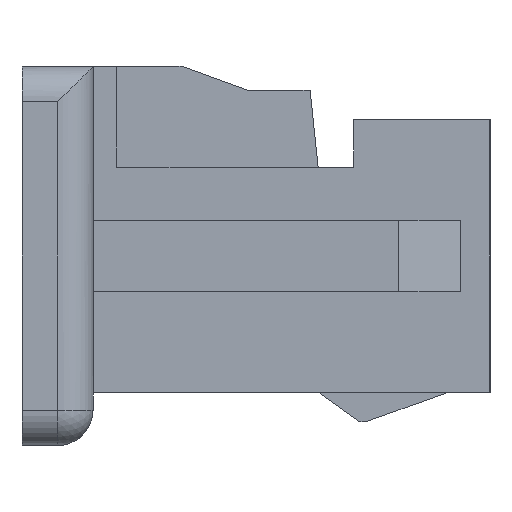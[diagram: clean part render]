
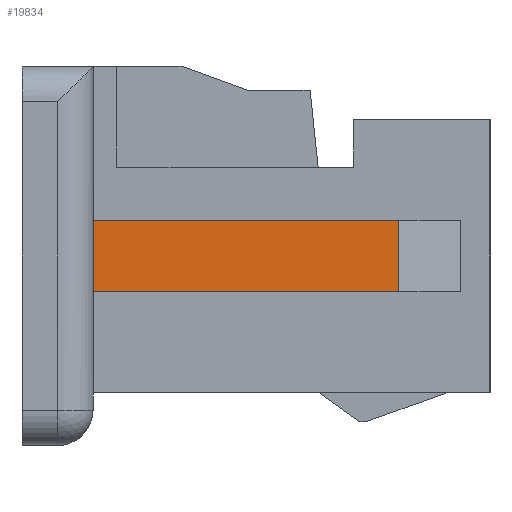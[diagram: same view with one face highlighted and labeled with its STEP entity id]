
A CAD part, left-side view. The second image highlights one B-rep face of the part: STEP entity #19834.
In plain terms, the highlighted planar face has unit normal (-1, 0, 0).
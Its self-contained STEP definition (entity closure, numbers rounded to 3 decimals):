
#15891 = PLANE('',#15892);
#15892 = AXIS2_PLACEMENT_3D('',#15893,#15894,#15895);
#15893 = CARTESIAN_POINT('',(8.35,1.375,-1.6));
#15894 = DIRECTION('',(0.,-1.,0.));
#15895 = DIRECTION('',(1.,0.,0.));
#17654 = VERTEX_POINT('',#17655);
#17655 = CARTESIAN_POINT('',(-8.65,1.375,0.3));
#17669 = PLANE('',#17670);
#17670 = AXIS2_PLACEMENT_3D('',#17671,#17672,#17673);
#17671 = CARTESIAN_POINT('',(0.,0.,0.3));
#17672 = DIRECTION('',(0.,0.,1.));
#17673 = DIRECTION('',(1.,0.,0.));
#17681 = EDGE_CURVE('',#17682,#17654,#17684,.T.);
#17682 = VERTEX_POINT('',#17683);
#17683 = CARTESIAN_POINT('',(-8.65,1.375,-0.3));
#17684 = SURFACE_CURVE('',#17685,(#17689,#17696),.PCURVE_S1.);
#17685 = LINE('',#17686,#17687);
#17686 = CARTESIAN_POINT('',(-8.65,1.375,-0.3));
#17687 = VECTOR('',#17688,1.);
#17688 = DIRECTION('',(0.,0.,1.));
#17689 = PCURVE('',#15891,#17690);
#17690 = DEFINITIONAL_REPRESENTATION('',(#17691),#17695);
#17691 = LINE('',#17692,#17693);
#17692 = CARTESIAN_POINT('',(-17.,1.3));
#17693 = VECTOR('',#17694,1.);
#17694 = DIRECTION('',(0.,1.));
#17695 = ( GEOMETRIC_REPRESENTATION_CONTEXT(2) 
PARAMETRIC_REPRESENTATION_CONTEXT() REPRESENTATION_CONTEXT('2D SPACE',''
  ) );
#17696 = PCURVE('',#17697,#17702);
#17697 = PLANE('',#17698);
#17698 = AXIS2_PLACEMENT_3D('',#17699,#17700,#17701);
#17699 = CARTESIAN_POINT('',(-8.65,1.375,-0.3));
#17700 = DIRECTION('',(-1.,0.,0.));
#17701 = DIRECTION('',(0.,-1.,0.));
#17702 = DEFINITIONAL_REPRESENTATION('',(#17703),#17707);
#17703 = LINE('',#17704,#17705);
#17704 = CARTESIAN_POINT('',(0.,0.));
#17705 = VECTOR('',#17706,1.);
#17706 = DIRECTION('',(0.,1.));
#17707 = ( GEOMETRIC_REPRESENTATION_CONTEXT(2) 
PARAMETRIC_REPRESENTATION_CONTEXT() REPRESENTATION_CONTEXT('2D SPACE',''
  ) );
#17725 = PLANE('',#17726);
#17726 = AXIS2_PLACEMENT_3D('',#17727,#17728,#17729);
#17727 = CARTESIAN_POINT('',(0.,0.,-0.3));
#17728 = DIRECTION('',(0.,0.,1.));
#17729 = DIRECTION('',(1.,0.,0.));
#18276 = PLANE('',#18277);
#18277 = AXIS2_PLACEMENT_3D('',#18278,#18279,#18280);
#18278 = CARTESIAN_POINT('',(-8.65,-1.205,-0.3));
#18279 = DIRECTION('',(-0.866,-0.5,0.));
#18280 = DIRECTION('',(0.5,-0.866,0.));
#19617 = VERTEX_POINT('',#19618);
#19618 = CARTESIAN_POINT('',(-8.65,-1.205,0.3));
#19639 = EDGE_CURVE('',#17654,#19617,#19640,.T.);
#19640 = SURFACE_CURVE('',#19641,(#19645,#19652),.PCURVE_S1.);
#19641 = LINE('',#19642,#19643);
#19642 = CARTESIAN_POINT('',(-8.65,1.375,0.3));
#19643 = VECTOR('',#19644,1.);
#19644 = DIRECTION('',(0.,-1.,0.));
#19645 = PCURVE('',#17669,#19646);
#19646 = DEFINITIONAL_REPRESENTATION('',(#19647),#19651);
#19647 = LINE('',#19648,#19649);
#19648 = CARTESIAN_POINT('',(-8.65,1.375));
#19649 = VECTOR('',#19650,1.);
#19650 = DIRECTION('',(0.,-1.));
#19651 = ( GEOMETRIC_REPRESENTATION_CONTEXT(2) 
PARAMETRIC_REPRESENTATION_CONTEXT() REPRESENTATION_CONTEXT('2D SPACE',''
  ) );
#19652 = PCURVE('',#17697,#19653);
#19653 = DEFINITIONAL_REPRESENTATION('',(#19654),#19658);
#19654 = LINE('',#19655,#19656);
#19655 = CARTESIAN_POINT('',(0.,0.6));
#19656 = VECTOR('',#19657,1.);
#19657 = DIRECTION('',(1.,0.));
#19658 = ( GEOMETRIC_REPRESENTATION_CONTEXT(2) 
PARAMETRIC_REPRESENTATION_CONTEXT() REPRESENTATION_CONTEXT('2D SPACE',''
  ) );
#19715 = VERTEX_POINT('',#19716);
#19716 = CARTESIAN_POINT('',(-8.65,-1.205,-0.3));
#19737 = EDGE_CURVE('',#19715,#19617,#19738,.T.);
#19738 = SURFACE_CURVE('',#19739,(#19743,#19750),.PCURVE_S1.);
#19739 = LINE('',#19740,#19741);
#19740 = CARTESIAN_POINT('',(-8.65,-1.205,-0.3));
#19741 = VECTOR('',#19742,1.);
#19742 = DIRECTION('',(0.,0.,1.));
#19743 = PCURVE('',#18276,#19744);
#19744 = DEFINITIONAL_REPRESENTATION('',(#19745),#19749);
#19745 = LINE('',#19746,#19747);
#19746 = CARTESIAN_POINT('',(0.,0.));
#19747 = VECTOR('',#19748,1.);
#19748 = DIRECTION('',(0.,1.));
#19749 = ( GEOMETRIC_REPRESENTATION_CONTEXT(2) 
PARAMETRIC_REPRESENTATION_CONTEXT() REPRESENTATION_CONTEXT('2D SPACE',''
  ) );
#19750 = PCURVE('',#17697,#19751);
#19751 = DEFINITIONAL_REPRESENTATION('',(#19752),#19756);
#19752 = LINE('',#19753,#19754);
#19753 = CARTESIAN_POINT('',(2.58,0.));
#19754 = VECTOR('',#19755,1.);
#19755 = DIRECTION('',(0.,1.));
#19756 = ( GEOMETRIC_REPRESENTATION_CONTEXT(2) 
PARAMETRIC_REPRESENTATION_CONTEXT() REPRESENTATION_CONTEXT('2D SPACE',''
  ) );
#19764 = EDGE_CURVE('',#17682,#19715,#19765,.T.);
#19765 = SURFACE_CURVE('',#19766,(#19770,#19777),.PCURVE_S1.);
#19766 = LINE('',#19767,#19768);
#19767 = CARTESIAN_POINT('',(-8.65,1.375,-0.3));
#19768 = VECTOR('',#19769,1.);
#19769 = DIRECTION('',(0.,-1.,0.));
#19770 = PCURVE('',#17725,#19771);
#19771 = DEFINITIONAL_REPRESENTATION('',(#19772),#19776);
#19772 = LINE('',#19773,#19774);
#19773 = CARTESIAN_POINT('',(-8.65,1.375));
#19774 = VECTOR('',#19775,1.);
#19775 = DIRECTION('',(0.,-1.));
#19776 = ( GEOMETRIC_REPRESENTATION_CONTEXT(2) 
PARAMETRIC_REPRESENTATION_CONTEXT() REPRESENTATION_CONTEXT('2D SPACE',''
  ) );
#19777 = PCURVE('',#17697,#19778);
#19778 = DEFINITIONAL_REPRESENTATION('',(#19779),#19783);
#19779 = LINE('',#19780,#19781);
#19780 = CARTESIAN_POINT('',(0.,0.));
#19781 = VECTOR('',#19782,1.);
#19782 = DIRECTION('',(1.,0.));
#19783 = ( GEOMETRIC_REPRESENTATION_CONTEXT(2) 
PARAMETRIC_REPRESENTATION_CONTEXT() REPRESENTATION_CONTEXT('2D SPACE',''
  ) );
#19834 = ADVANCED_FACE('',(#19835),#17697,.T.);
#19835 = FACE_BOUND('',#19836,.F.);
#19836 = EDGE_LOOP('',(#19837,#19838,#19839,#19840));
#19837 = ORIENTED_EDGE('',*,*,#19764,.F.);
#19838 = ORIENTED_EDGE('',*,*,#17681,.T.);
#19839 = ORIENTED_EDGE('',*,*,#19639,.T.);
#19840 = ORIENTED_EDGE('',*,*,#19737,.F.);
